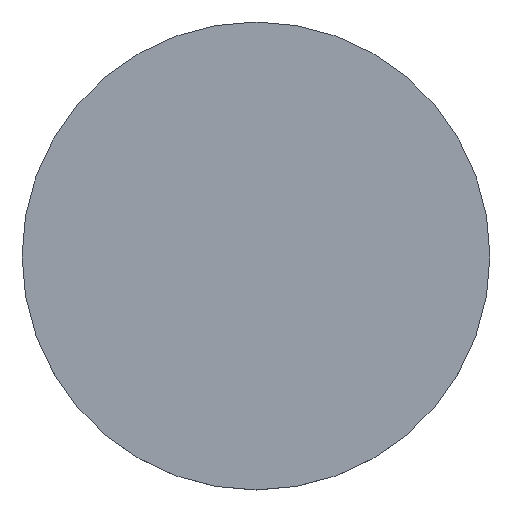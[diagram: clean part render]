
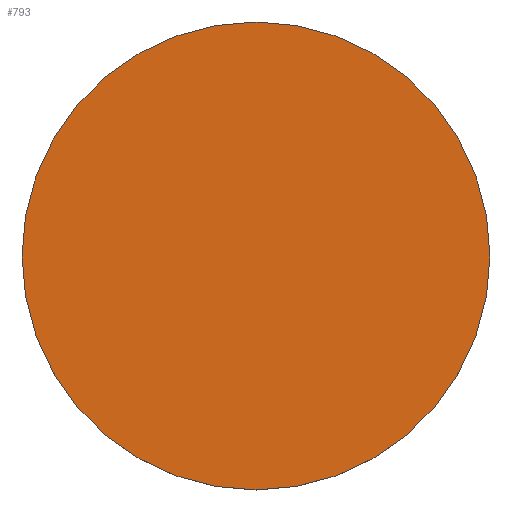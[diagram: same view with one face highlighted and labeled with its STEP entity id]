
A CAD part, top view. The second image highlights one B-rep face of the part: STEP entity #793.
In plain terms, the highlighted planar face has unit normal (0, 0, 1).
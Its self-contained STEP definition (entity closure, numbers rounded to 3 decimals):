
#47=PLANE('',#15463);
#793=ADVANCED_FACE('',(#1703),#47,.F.);
#1703=FACE_OUTER_BOUND('',#2435,.T.);
#2435=EDGE_LOOP('',(#8753));
#8753=ORIENTED_EDGE('',*,*,#14177,.F.);
#12368=VERTEX_POINT('',#23452);
#14177=EDGE_CURVE('',#12368,#12368,#14906,.T.);
#14906=CIRCLE('',#15462,16.85);
#15462=AXIS2_PLACEMENT_3D('',#23451,#18556,#18557);
#15463=AXIS2_PLACEMENT_3D('',#23453,#18558,#18559);
#18556=DIRECTION('',(0.,0.,-1.));
#18557=DIRECTION('',(1.,0.,0.));
#18558=DIRECTION('',(0.,0.,-1.));
#18559=DIRECTION('',(-1.,0.,0.));
#23451=CARTESIAN_POINT('',(0.,0.,2.));
#23452=CARTESIAN_POINT('',(16.85,0.,2.));
#23453=CARTESIAN_POINT('',(0.,0.,2.));
